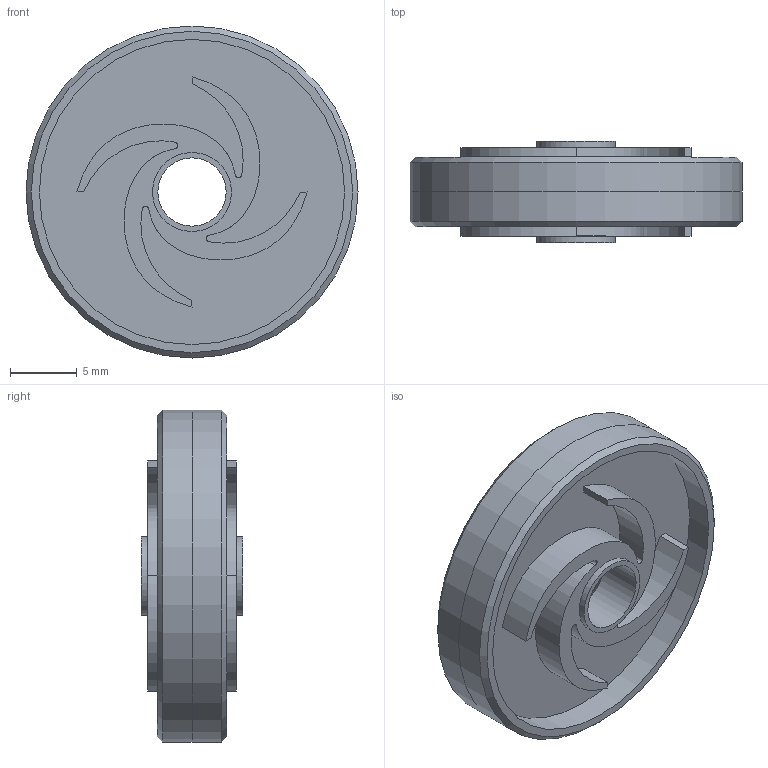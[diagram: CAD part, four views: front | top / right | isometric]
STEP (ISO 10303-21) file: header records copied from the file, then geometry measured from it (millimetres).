
FILE_DESCRIPTION(('HOOPS Exchange Step'),'2;1');
FILE_NAME('temp_export','2024-11-05T10:09:45-05:00',('cdeit'),('Shapr3D Limited'),'HOOPS Exchange 2024.6','Shapr3D','Authorized');
FILE_SCHEMA( ('AP242_MANAGED_MODEL_BASED_3D_ENGINEERING_MIM_LF {1 0 10303 442 1 1 4 }') );
Length unit declared in the file: millimetre
Products named in the file (6): Roller Gear Left:1; One Way Roller Left(Mirror) (1) (1):1; DriveAssembly:1; Lane:1; Fox Feeder - 2 Lane.step; root
Assembly tree (5 placements, depth 6):
  root
    Fox Feeder - 2 Lane.step
      Lane:1
        DriveAssembly:1
          One Way Roller Left(Mirror) (1) (1):1
            Roller Gear Left:1
Bounding box: 24.8 x 7.6 x 24.8 mm (x, y, z)
Volume: 1214.6 mm3; surface area: 3393.3 mm2
Topology: 2 solids, 2 shells, 96 faces, 256 edges, 172 vertices
Faces by surface type: cylinder 40, plane 28, bspline 24, cone 4
Full cylindrical faces by diameter (mm): 5.1 x2, 5.9 x2, 22.8 x2, 24.8 x2
Entity records: 4352 total; most frequent: CARTESIAN_POINT 1836, ORIENTED_EDGE 512, DIRECTION 492, EDGE_CURVE 256, AXIS2_PLACEMENT_3D 196, VERTEX_POINT 172, CIRCLE 112, EDGE_LOOP 108
